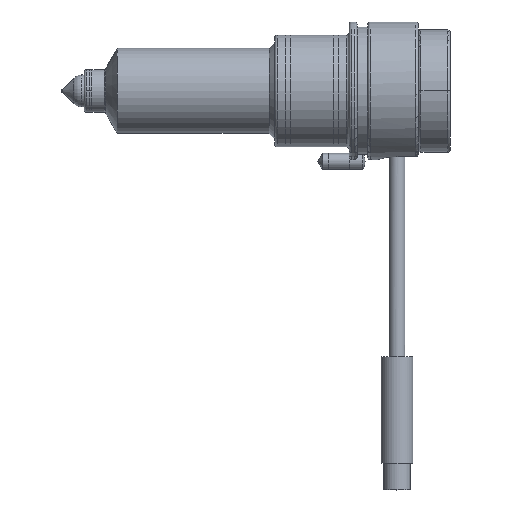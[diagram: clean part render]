
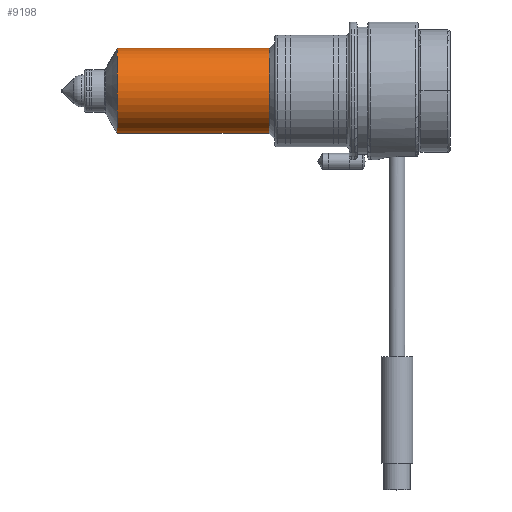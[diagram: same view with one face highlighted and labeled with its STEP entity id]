
A CAD part, top view. The second image highlights one B-rep face of the part: STEP entity #9198.
In plain terms, the highlighted cylindrical face has radius 8 mm (diameter 16 mm), a partial arc.
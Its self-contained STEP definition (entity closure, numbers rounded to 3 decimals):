
#596 = DIRECTION ( 'NONE',  ( 0., 0., 1. ) ) ;
#1061 = VECTOR ( 'NONE', #4118, 1000. ) ;
#1410 = LINE ( 'NONE', #3059, #1061 ) ;
#1859 = VERTEX_POINT ( 'NONE', #1953 ) ;
#1953 = CARTESIAN_POINT ( 'NONE',  ( -8., 0., -10.436 ) ) ;
#2001 = CIRCLE ( 'NONE', #13904, 8. ) ;
#2928 = DIRECTION ( 'NONE',  ( -1., 0., 0. ) ) ;
#3059 = CARTESIAN_POINT ( 'NONE',  ( 8., 0., 0. ) ) ;
#3170 = DIRECTION ( 'NONE',  ( 0., 0., -1. ) ) ;
#3588 = ORIENTED_EDGE ( 'NONE', *, *, #13665, .T. ) ;
#4118 = DIRECTION ( 'NONE',  ( 0., 0., -1. ) ) ;
#4145 = EDGE_CURVE ( 'NONE', #14482, #10519, #2001, .T. ) ;
#4258 = CARTESIAN_POINT ( 'NONE',  ( 8., 0., -10.436 ) ) ;
#4375 = CARTESIAN_POINT ( 'NONE',  ( 8., 0., -39. ) ) ;
#4933 = DIRECTION ( 'NONE',  ( -1., 0., 0. ) ) ;
#5863 = ORIENTED_EDGE ( 'NONE', *, *, #4145, .T. ) ;
#5940 = ORIENTED_EDGE ( 'NONE', *, *, #14636, .F. ) ;
#5990 = CARTESIAN_POINT ( 'NONE',  ( 0., 0., -39. ) ) ;
#6126 = EDGE_CURVE ( 'NONE', #8960, #14482, #1410, .T. ) ;
#6421 = VECTOR ( 'NONE', #6554, 1000. ) ;
#6554 = DIRECTION ( 'NONE',  ( 0., 0., -1. ) ) ;
#6651 = ORIENTED_EDGE ( 'NONE', *, *, #6126, .T. ) ;
#6825 = EDGE_LOOP ( 'NONE', ( #3588, #6651, #5863, #5940 ) ) ;
#6959 = CIRCLE ( 'NONE', #9923, 8. ) ;
#8382 = CYLINDRICAL_SURFACE ( 'NONE', #8716, 8. ) ;
#8640 = DIRECTION ( 'NONE',  ( 0., 0., -1. ) ) ;
#8716 = AXIS2_PLACEMENT_3D ( 'NONE', #13357, #3170, #8845 ) ;
#8845 = DIRECTION ( 'NONE',  ( -1., 0., 0. ) ) ;
#8960 = VERTEX_POINT ( 'NONE', #4258 ) ;
#9198 = ADVANCED_FACE ( 'NONE', ( #11560 ), #8382, .T. ) ;
#9888 = LINE ( 'NONE', #14527, #6421 ) ;
#9923 = AXIS2_PLACEMENT_3D ( 'NONE', #10716, #8640, #2928 ) ;
#10519 = VERTEX_POINT ( 'NONE', #12886 ) ;
#10716 = CARTESIAN_POINT ( 'NONE',  ( 0., 0., -10.436 ) ) ;
#11560 = FACE_OUTER_BOUND ( 'NONE', #6825, .T. ) ;
#12886 = CARTESIAN_POINT ( 'NONE',  ( -8., 0., -39. ) ) ;
#13357 = CARTESIAN_POINT ( 'NONE',  ( 0., 0., 0. ) ) ;
#13665 = EDGE_CURVE ( 'NONE', #1859, #8960, #6959, .T. ) ;
#13904 = AXIS2_PLACEMENT_3D ( 'NONE', #5990, #596, #4933 ) ;
#14482 = VERTEX_POINT ( 'NONE', #4375 ) ;
#14527 = CARTESIAN_POINT ( 'NONE',  ( -8., 0., 0. ) ) ;
#14636 = EDGE_CURVE ( 'NONE', #1859, #10519, #9888, .T. ) ;
